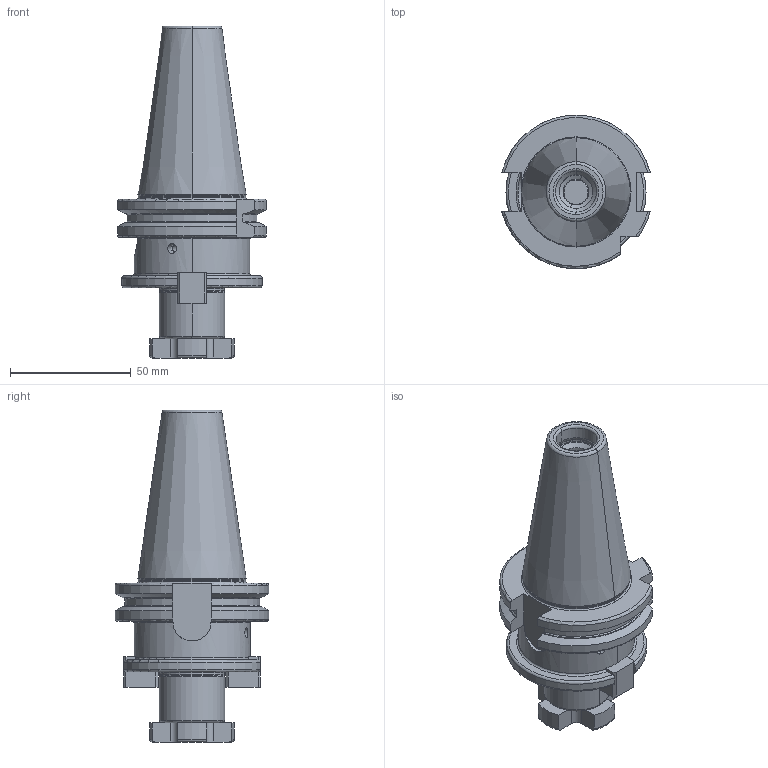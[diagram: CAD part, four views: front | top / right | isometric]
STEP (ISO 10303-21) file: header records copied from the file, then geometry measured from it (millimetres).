
FILE_DESCRIPTION((''),'2;1');
FILE_NAME('402_11_27','2020-09-01T',('104091'),(''),'CREO PARAMETRIC BY PTC INC, 2016260','CREO PARAMETRIC BY PTC INC, 2016260','');
FILE_SCHEMA(('CONFIG_CONTROL_DESIGN'));
Length unit declared in the file: millimetre
Products named in the file (1): 402_11_27
Bounding box: 61.48 x 63.54 x 137.4 mm (x, y, z)
Volume: 158107 mm3; surface area: 32941.8 mm2
Topology: 1 solids, 4 shells, 272 faces, 697 edges, 429 vertices
Faces by surface type: plane 96, cylinder 82, torus 47, cone 47
Entity records: 8883 total; most frequent: CARTESIAN_POINT 2242, DIRECTION 1417, ORIENTED_EDGE 1374, EDGE_CURVE 687, AXIS2_PLACEMENT_3D 546, VERTEX_POINT 429, VECTOR 325, LINE 325
